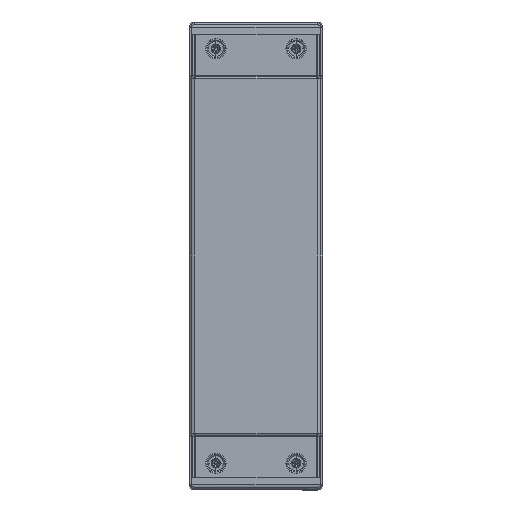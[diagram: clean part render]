
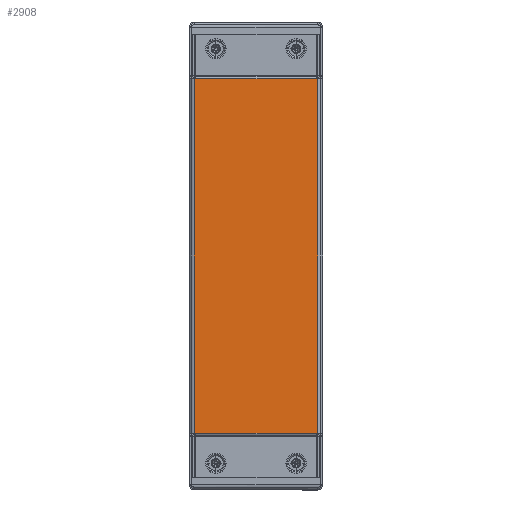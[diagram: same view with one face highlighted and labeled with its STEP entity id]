
A CAD part, left-side view. The second image highlights one B-rep face of the part: STEP entity #2908.
In plain terms, the highlighted face is planar.
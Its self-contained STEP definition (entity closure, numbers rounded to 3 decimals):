
#240 = VECTOR ( 'NONE', #7913, 1000. ) ;
#355 = LINE ( 'NONE', #6921, #6123 ) ;
#373 = VERTEX_POINT ( 'NONE', #9046 ) ;
#554 = FACE_OUTER_BOUND ( 'NONE', #1877, .T. ) ;
#863 = VECTOR ( 'NONE', #9020, 1000. ) ;
#1060 = AXIS2_PLACEMENT_3D ( 'NONE', #7078, #5548, #6957 ) ;
#1265 = LINE ( 'NONE', #3586, #240 ) ;
#1523 = ORIENTED_EDGE ( 'NONE', *, *, #8456, .T. ) ;
#1877 = EDGE_LOOP ( 'NONE', ( #5037, #5133, #1523, #6225, #9213, #6750, #5466, #1878 ) ) ;
#1878 = ORIENTED_EDGE ( 'NONE', *, *, #2049, .F. ) ;
#1912 = DIRECTION ( 'NONE',  ( 0., -1., 0. ) ) ;
#1952 = VECTOR ( 'NONE', #7516, 1000. ) ;
#2047 = DIRECTION ( 'NONE',  ( 0., -1., 0. ) ) ;
#2049 = EDGE_CURVE ( 'NONE', #9281, #7560, #355, .T. ) ;
#2325 = CARTESIAN_POINT ( 'NONE',  ( -132.5, -45.241, 0. ) ) ;
#2622 = CARTESIAN_POINT ( 'NONE',  ( 166., 46., 0. ) ) ;
#2651 = DIRECTION ( 'NONE',  ( -1., 0., 0. ) ) ;
#2703 = EDGE_CURVE ( 'NONE', #6992, #6060, #4653, .T. ) ;
#2908 = ADVANCED_FACE ( 'NONE', ( #554 ), #8397, .F. ) ;
#2980 = EDGE_CURVE ( 'NONE', #7384, #4972, #5628, .T. ) ;
#3344 = CARTESIAN_POINT ( 'NONE',  ( -132.5, 45.241, 0. ) ) ;
#3502 = CARTESIAN_POINT ( 'NONE',  ( 132.5, 45.241, 0. ) ) ;
#3586 = CARTESIAN_POINT ( 'NONE',  ( -166., -46., 0. ) ) ;
#3668 = LINE ( 'NONE', #2622, #4105 ) ;
#3759 = VECTOR ( 'NONE', #2047, 1000. ) ;
#3987 = CARTESIAN_POINT ( 'NONE',  ( -132.5, 50., 0. ) ) ;
#4062 = DIRECTION ( 'NONE',  ( 0., -1., 0. ) ) ;
#4097 = CARTESIAN_POINT ( 'NONE',  ( -132.5, 50., 0. ) ) ;
#4105 = VECTOR ( 'NONE', #2651, 1000. ) ;
#4156 = LINE ( 'NONE', #3987, #863 ) ;
#4606 = CARTESIAN_POINT ( 'NONE',  ( -132.5, -50., 0. ) ) ;
#4653 = LINE ( 'NONE', #4606, #1952 ) ;
#4819 = EDGE_CURVE ( 'NONE', #8418, #6060, #8751, .T. ) ;
#4972 = VERTEX_POINT ( 'NONE', #3502 ) ;
#5037 = ORIENTED_EDGE ( 'NONE', *, *, #9322, .F. ) ;
#5121 = CARTESIAN_POINT ( 'NONE',  ( 132.5, 46., 0. ) ) ;
#5133 = ORIENTED_EDGE ( 'NONE', *, *, #2980, .F. ) ;
#5466 = ORIENTED_EDGE ( 'NONE', *, *, #8484, .T. ) ;
#5548 = DIRECTION ( 'NONE',  ( 0., 0., -1. ) ) ;
#5584 = DIRECTION ( 'NONE',  ( 0., -1., 0. ) ) ;
#5628 = LINE ( 'NONE', #9182, #3759 ) ;
#6060 = VERTEX_POINT ( 'NONE', #2325 ) ;
#6123 = VECTOR ( 'NONE', #4062, 1000. ) ;
#6225 = ORIENTED_EDGE ( 'NONE', *, *, #6330, .F. ) ;
#6330 = EDGE_CURVE ( 'NONE', #8418, #373, #4156, .T. ) ;
#6750 = ORIENTED_EDGE ( 'NONE', *, *, #2703, .F. ) ;
#6833 = VECTOR ( 'NONE', #1912, 1000. ) ;
#6921 = CARTESIAN_POINT ( 'NONE',  ( 132.5, -50., 0. ) ) ;
#6957 = DIRECTION ( 'NONE',  ( -1., 0., 0. ) ) ;
#6992 = VERTEX_POINT ( 'NONE', #8713 ) ;
#7078 = CARTESIAN_POINT ( 'NONE',  ( 166., 50., 0. ) ) ;
#7384 = VERTEX_POINT ( 'NONE', #5121 ) ;
#7516 = DIRECTION ( 'NONE',  ( 0., 1., 0. ) ) ;
#7560 = VERTEX_POINT ( 'NONE', #7596 ) ;
#7569 = VECTOR ( 'NONE', #5584, 1000. ) ;
#7596 = CARTESIAN_POINT ( 'NONE',  ( 132.5, -46., 0. ) ) ;
#7756 = CARTESIAN_POINT ( 'NONE',  ( 132.5, 50., 0. ) ) ;
#7823 = CARTESIAN_POINT ( 'NONE',  ( 132.5, -45.241, 0. ) ) ;
#7913 = DIRECTION ( 'NONE',  ( 1., 0., 0. ) ) ;
#8397 = PLANE ( 'NONE',  #1060 ) ;
#8418 = VERTEX_POINT ( 'NONE', #3344 ) ;
#8456 = EDGE_CURVE ( 'NONE', #7384, #373, #3668, .T. ) ;
#8484 = EDGE_CURVE ( 'NONE', #6992, #7560, #1265, .T. ) ;
#8713 = CARTESIAN_POINT ( 'NONE',  ( -132.5, -46., 0. ) ) ;
#8751 = LINE ( 'NONE', #4097, #6833 ) ;
#9020 = DIRECTION ( 'NONE',  ( 0., 1., 0. ) ) ;
#9046 = CARTESIAN_POINT ( 'NONE',  ( -132.5, 46., 0. ) ) ;
#9182 = CARTESIAN_POINT ( 'NONE',  ( 132.5, 50., 0. ) ) ;
#9213 = ORIENTED_EDGE ( 'NONE', *, *, #4819, .T. ) ;
#9257 = LINE ( 'NONE', #7756, #7569 ) ;
#9281 = VERTEX_POINT ( 'NONE', #7823 ) ;
#9322 = EDGE_CURVE ( 'NONE', #4972, #9281, #9257, .T. ) ;
